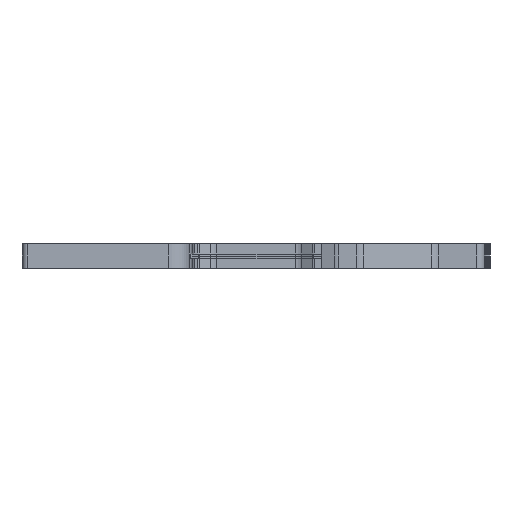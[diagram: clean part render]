
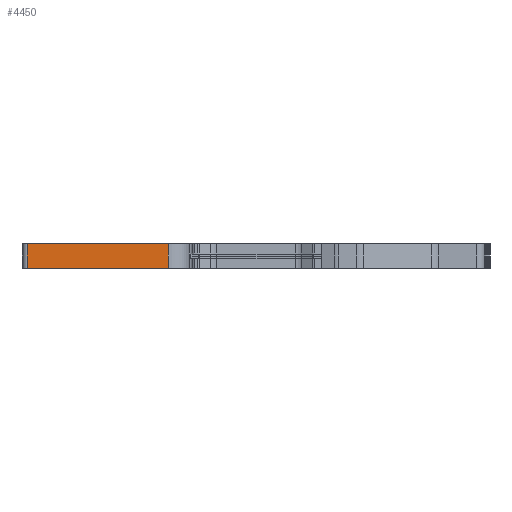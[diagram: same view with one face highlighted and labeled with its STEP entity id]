
A CAD part, front view. The second image highlights one B-rep face of the part: STEP entity #4450.
In plain terms, the highlighted planar face has unit normal (0, -1, 0).
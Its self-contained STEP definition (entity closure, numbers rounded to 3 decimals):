
#262 = EDGE_LOOP ( 'NONE', ( #1347, #1402, #1389, #1409 ) ) ;
#1347 = ORIENTED_EDGE ( 'NONE', *, *, #17763, .T. ) ;
#1389 = ORIENTED_EDGE ( 'NONE', *, *, #17750, .F. ) ;
#1402 = ORIENTED_EDGE ( 'NONE', *, *, #17748, .F. ) ;
#1409 = ORIENTED_EDGE ( 'NONE', *, *, #17673, .F. ) ;
#4023 = DIRECTION ( 'NONE',  ( 0., -1., 0. ) ) ;
#4029 = FACE_OUTER_BOUND ( 'NONE', #262, .T. ) ;
#4030 = PLANE ( 'NONE',  #5579 ) ;
#4032 = CARTESIAN_POINT ( 'NONE',  ( 2110.174, 886.331, -130.619 ) ) ;
#4039 = DIRECTION ( 'NONE',  ( 1., 0., 0. ) ) ;
#4450 = ADVANCED_FACE ( 'NONE', ( #4029 ), #4030, .T. ) ;
#5579 = AXIS2_PLACEMENT_3D ( 'NONE', #4032, #4023, #4039 ) ;
#6090 = CARTESIAN_POINT ( 'NONE',  ( 2110.174, 886.331, 2.925 ) ) ;
#6112 = CARTESIAN_POINT ( 'NONE',  ( 2143.899, 886.331, -2.925 ) ) ;
#6138 = CARTESIAN_POINT ( 'NONE',  ( 2143.899, 886.331, 2.925 ) ) ;
#6139 = CARTESIAN_POINT ( 'NONE',  ( 2110.174, 886.331, -2.925 ) ) ;
#8661 = VERTEX_POINT ( 'NONE', #6090 ) ;
#8662 = VERTEX_POINT ( 'NONE', #6139 ) ;
#8672 = VERTEX_POINT ( 'NONE', #6138 ) ;
#8697 = VERTEX_POINT ( 'NONE', #6112 ) ;
#12364 = VECTOR ( 'NONE', #13492, 1000. ) ;
#12450 = VECTOR ( 'NONE', #13717, 1000. ) ;
#12479 = VECTOR ( 'NONE', #13726, 1000. ) ;
#12516 = VECTOR ( 'NONE', #13751, 1000. ) ;
#13431 = LINE ( 'NONE', #13460, #12364 ) ;
#13460 = CARTESIAN_POINT ( 'NONE',  ( 2110.174, 886.331, -2.925 ) ) ;
#13492 = DIRECTION ( 'NONE',  ( -1., 0., 0. ) ) ;
#13690 = CARTESIAN_POINT ( 'NONE',  ( 2110.174, 886.331, 2.925 ) ) ;
#13695 = CARTESIAN_POINT ( 'NONE',  ( 2110.174, 886.331, -130.619 ) ) ;
#13707 = LINE ( 'NONE', #13690, #12450 ) ;
#13715 = LINE ( 'NONE', #13695, #12479 ) ;
#13717 = DIRECTION ( 'NONE',  ( 1., 0., 0. ) ) ;
#13726 = DIRECTION ( 'NONE',  ( 0., 0., 1. ) ) ;
#13733 = LINE ( 'NONE', #13737, #12516 ) ;
#13737 = CARTESIAN_POINT ( 'NONE',  ( 2143.899, 886.331, -130.619 ) ) ;
#13751 = DIRECTION ( 'NONE',  ( 0., 0., 1. ) ) ;
#17673 = EDGE_CURVE ( 'NONE', #8697, #8662, #13431, .T. ) ;
#17748 = EDGE_CURVE ( 'NONE', #8661, #8672, #13707, .T. ) ;
#17750 = EDGE_CURVE ( 'NONE', #8662, #8661, #13715, .T. ) ;
#17763 = EDGE_CURVE ( 'NONE', #8697, #8672, #13733, .T. ) ;
